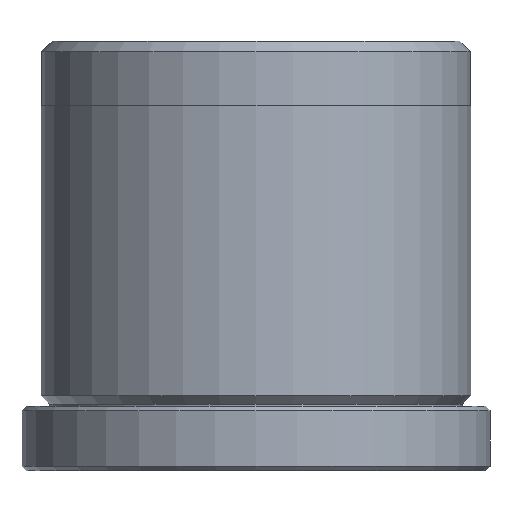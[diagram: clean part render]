
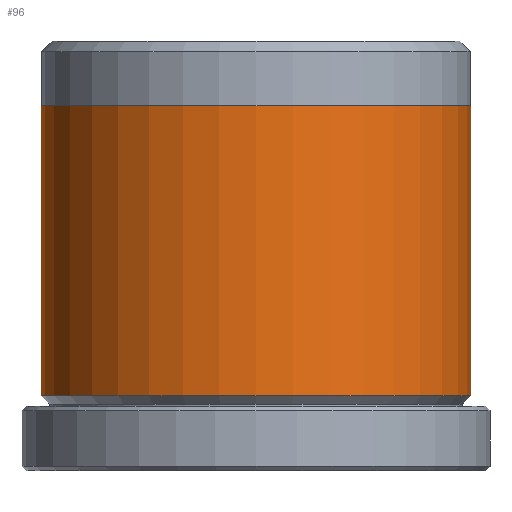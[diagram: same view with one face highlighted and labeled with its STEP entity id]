
A CAD part, front view. The second image highlights one B-rep face of the part: STEP entity #96.
In plain terms, the highlighted cylindrical face has radius 10 mm (diameter 20 mm), a partial arc.
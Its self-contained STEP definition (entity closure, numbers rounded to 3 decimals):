
#96 = ADVANCED_FACE ( 'NONE', ( #2160 ), #625, .T. ) ;
#152 = LINE ( 'NONE', #511, #1138 ) ;
#263 = EDGE_CURVE ( 'NONE', #1773, #1748, #421, .T. ) ;
#268 = VERTEX_POINT ( 'NONE', #679 ) ;
#322 = CARTESIAN_POINT ( 'NONE',  ( -10., 0., 20. ) ) ;
#327 = DIRECTION ( 'NONE',  ( -1., 0., 0. ) ) ;
#421 = CIRCLE ( 'NONE', #1597, 10. ) ;
#511 = CARTESIAN_POINT ( 'NONE',  ( 10., 0., 20. ) ) ;
#625 = CYLINDRICAL_SURFACE ( 'NONE', #2033, 10. ) ;
#639 = EDGE_CURVE ( 'NONE', #822, #1748, #1145, .T. ) ;
#679 = CARTESIAN_POINT ( 'NONE',  ( 10., 0., 17. ) ) ;
#753 = DIRECTION ( 'NONE',  ( 0., 0., 1. ) ) ;
#763 = DIRECTION ( 'NONE',  ( 1., 0., 0. ) ) ;
#779 = CARTESIAN_POINT ( 'NONE',  ( 0., 0., 20. ) ) ;
#780 = CARTESIAN_POINT ( 'NONE',  ( -10., 0., 17. ) ) ;
#786 = CARTESIAN_POINT ( 'NONE',  ( 0., 0., 17. ) ) ;
#822 = VERTEX_POINT ( 'NONE', #780 ) ;
#913 = CARTESIAN_POINT ( 'NONE',  ( -10., 0., 3.5 ) ) ;
#1083 = VECTOR ( 'NONE', #1275, 1000. ) ;
#1138 = VECTOR ( 'NONE', #2252, 1000. ) ;
#1145 = LINE ( 'NONE', #322, #1083 ) ;
#1232 = CARTESIAN_POINT ( 'NONE',  ( 10., 0., 3.5 ) ) ;
#1275 = DIRECTION ( 'NONE',  ( 0., 0., -1. ) ) ;
#1443 = ORIENTED_EDGE ( 'NONE', *, *, #639, .T. ) ;
#1485 = EDGE_CURVE ( 'NONE', #822, #268, #1635, .T. ) ;
#1541 = DIRECTION ( 'NONE',  ( -1., 0., 0. ) ) ;
#1597 = AXIS2_PLACEMENT_3D ( 'NONE', #2429, #2300, #327 ) ;
#1623 = ORIENTED_EDGE ( 'NONE', *, *, #2469, .F. ) ;
#1635 = CIRCLE ( 'NONE', #2274, 10. ) ;
#1745 = DIRECTION ( 'NONE',  ( 0., 0., -1. ) ) ;
#1748 = VERTEX_POINT ( 'NONE', #913 ) ;
#1773 = VERTEX_POINT ( 'NONE', #1232 ) ;
#2033 = AXIS2_PLACEMENT_3D ( 'NONE', #779, #1745, #1541 ) ;
#2160 = FACE_OUTER_BOUND ( 'NONE', #2421, .T. ) ;
#2252 = DIRECTION ( 'NONE',  ( 0., 0., -1. ) ) ;
#2274 = AXIS2_PLACEMENT_3D ( 'NONE', #786, #753, #763 ) ;
#2300 = DIRECTION ( 'NONE',  ( 0., 0., -1. ) ) ;
#2409 = ORIENTED_EDGE ( 'NONE', *, *, #1485, .F. ) ;
#2421 = EDGE_LOOP ( 'NONE', ( #1623, #2409, #1443, #2461 ) ) ;
#2429 = CARTESIAN_POINT ( 'NONE',  ( 0., 0., 3.5 ) ) ;
#2461 = ORIENTED_EDGE ( 'NONE', *, *, #263, .F. ) ;
#2469 = EDGE_CURVE ( 'NONE', #268, #1773, #152, .T. ) ;
